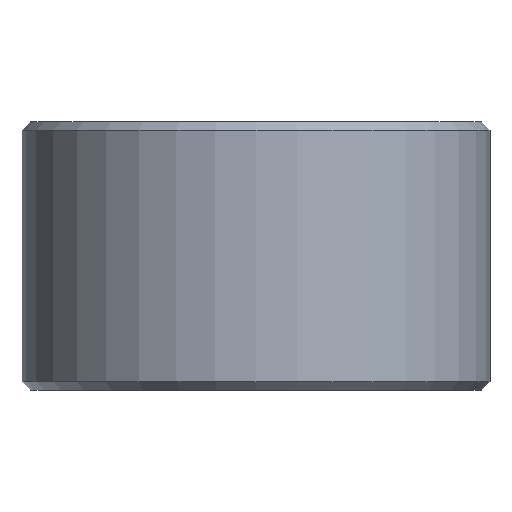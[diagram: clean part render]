
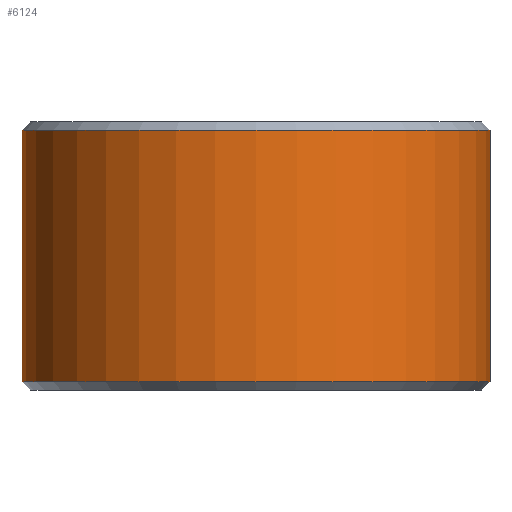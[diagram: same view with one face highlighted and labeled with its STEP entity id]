
A CAD part, front view. The second image highlights one B-rep face of the part: STEP entity #6124.
In plain terms, the highlighted cylindrical face has radius 27.5 mm (diameter 55 mm), a full revolution.
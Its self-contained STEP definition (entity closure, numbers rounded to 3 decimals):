
#699=CYLINDRICAL_SURFACE('',#6485,27.5);
#928=FACE_OUTER_BOUND('',#1262,.T.);
#1262=EDGE_LOOP('',(#4038,#4039,#4040,#4041));
#1596=LINE('',#8310,#1739);
#1739=VECTOR('',#7067,27.5);
#1882=CIRCLE('',#6463,27.5);
#1903=CIRCLE('',#6486,27.5);
#2222=VERTEX_POINT('',#8263);
#2243=VERTEX_POINT('',#8308);
#2962=EDGE_CURVE('',#2222,#2222,#1882,.T.);
#2983=EDGE_CURVE('',#2243,#2243,#1903,.T.);
#2984=EDGE_CURVE('',#2243,#2222,#1596,.T.);
#4038=ORIENTED_EDGE('',*,*,#2983,.F.);
#4039=ORIENTED_EDGE('',*,*,#2984,.T.);
#4040=ORIENTED_EDGE('',*,*,#2962,.F.);
#4041=ORIENTED_EDGE('',*,*,#2984,.F.);
#6124=ADVANCED_FACE('',(#928),#699,.T.);
#6463=AXIS2_PLACEMENT_3D('',#8265,#7019,#7020);
#6485=AXIS2_PLACEMENT_3D('',#8307,#7063,#7064);
#6486=AXIS2_PLACEMENT_3D('',#8309,#7065,#7066);
#7019=DIRECTION('center_axis',(0.,0.,
1.));
#7020=DIRECTION('ref_axis',(-1.,0.,0.));
#7063=DIRECTION('center_axis',(0.,0.,-1.));
#7064=DIRECTION('ref_axis',(-1.,0.,0.));
#7065=DIRECTION('center_axis',(0.,0.,
-1.));
#7066=DIRECTION('ref_axis',(-1.,0.,0.));
#7067=DIRECTION('',(0.,0.,1.));
#8263=CARTESIAN_POINT('',(107.511,0.,-31.365));
#8265=CARTESIAN_POINT('Origin',(80.011,0.,-31.365));
#8307=CARTESIAN_POINT('Origin',(80.011,0.,-39.365));
#8308=CARTESIAN_POINT('',(107.511,0.,-60.865));
#8309=CARTESIAN_POINT('Origin',(80.011,0.,-60.865));
#8310=CARTESIAN_POINT('',(107.511,0.,-39.365));
